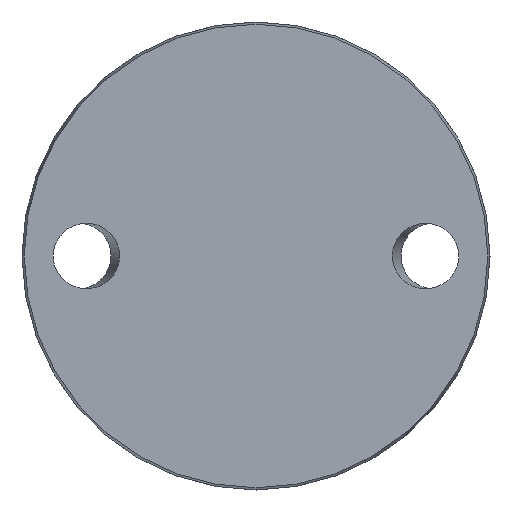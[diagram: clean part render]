
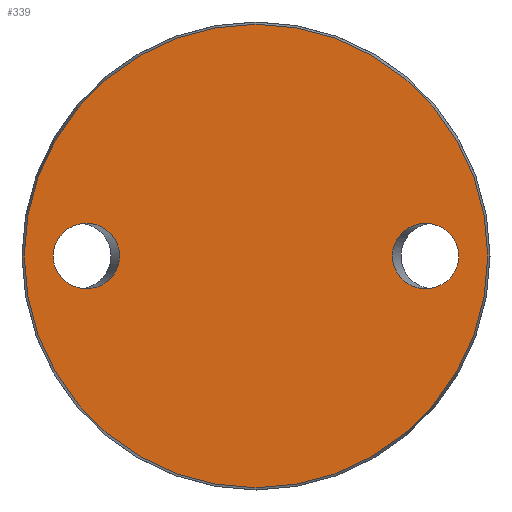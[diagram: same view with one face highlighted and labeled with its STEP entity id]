
A CAD part, front view. The second image highlights one B-rep face of the part: STEP entity #339.
In plain terms, the highlighted planar face has unit normal (0, -1, 0).
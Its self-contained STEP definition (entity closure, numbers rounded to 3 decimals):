
#8 = DIRECTION ( 'NONE',  ( 0., -1., 0. ) ) ;
#21 = FACE_OUTER_BOUND ( 'NONE', #425, .T. ) ;
#25 = FACE_BOUND ( 'NONE', #909, .T. ) ;
#62 = CARTESIAN_POINT ( 'NONE',  ( -51.115, 0., 0. ) ) ;
#98 = CARTESIAN_POINT ( 'NONE',  ( 0., 0., 0. ) ) ;
#109 = CARTESIAN_POINT ( 'NONE',  ( -58.425, 0., 0. ) ) ;
#115 = AXIS2_PLACEMENT_3D ( 'NONE', #98, #8, #311 ) ;
#141 = CARTESIAN_POINT ( 'NONE',  ( -51.115, 0., 16.5 ) ) ;
#207 = CARTESIAN_POINT ( 'NONE',  ( -51.115, 0., -16.5 ) ) ;
#245 = CARTESIAN_POINT ( 'NONE',  ( 34.385, 0., 0. ) ) ;
#247 = PLANE ( 'NONE',  #726 ) ;
#270 = ORIENTED_EDGE ( 'NONE', *, *, #922, .F. ) ;
#271 = VERTEX_POINT ( 'NONE', #340 ) ;
#311 = DIRECTION ( 'NONE',  ( 0., 0., -1. ) ) ;
#323 = FACE_BOUND ( 'NONE', #820, .T. ) ;
#327 = DIRECTION ( 'NONE',  ( 0., 0., 1. ) ) ;
#339 = ADVANCED_FACE ( 'NONE', ( #323, #25, #21 ), #247, .F. ) ;
#340 = CARTESIAN_POINT ( 'NONE',  ( -51.115, 0., 0. ) ) ;
#367 = CARTESIAN_POINT ( 'NONE',  ( -51.115, 0., 0. ) ) ;
#371 = CARTESIAN_POINT ( 'NONE',  ( -34.385, 0., -16.5 ) ) ;
#425 = EDGE_LOOP ( 'NONE', ( #836 ) ) ;
#469 = CIRCLE ( 'NONE', #115, 58.425 ) ;
#482 = DIRECTION ( 'NONE',  ( 0., 1., 0. ) ) ;
#515 = VERTEX_POINT ( 'NONE', #582 ) ;
#523 = CARTESIAN_POINT ( 'NONE',  ( -34.385, 0., 0. ) ) ;
#551 = CARTESIAN_POINT ( 'NONE',  ( 51.115, 0., -16.5 ) ) ;
#582 = CARTESIAN_POINT ( 'NONE',  ( 0., 0., -58.425 ) ) ;
#608 = CARTESIAN_POINT ( 'NONE',  ( -34.385, 0., 16.5 ) ) ;
#621 = CARTESIAN_POINT ( 'NONE',  ( 34.385, 0., -16.5 ) ) ;
#673 = ORIENTED_EDGE ( 'NONE', *, *, #723, .T. ) ;
#700 = CARTESIAN_POINT ( 'NONE',  ( 51.115, 0., 0. ) ) ;
#723 = EDGE_CURVE ( 'NONE', #271, #271, #791, .T. ) ;
#726 = AXIS2_PLACEMENT_3D ( 'NONE', #109, #482, #327 ) ;
#769 = CARTESIAN_POINT ( 'NONE',  ( 34.385, 0., 0. ) ) ;
#791 =( BOUNDED_CURVE ( )  B_SPLINE_CURVE ( 3, ( #367, #141, #608, #523, #371, #207, #62 ),
 .UNSPECIFIED., .T., .F. ) 
 B_SPLINE_CURVE_WITH_KNOTS ( ( 4, 3, 4 ),
 ( 0., 3.142, 6.283 ),
 .UNSPECIFIED. ) 
 CURVE ( )  GEOMETRIC_REPRESENTATION_ITEM ( )  RATIONAL_B_SPLINE_CURVE ( ( 1., 0.333, 0.333, 1., 0.333, 0.333, 1. ) ) 
 REPRESENTATION_ITEM ( '' )  );
#793 = EDGE_CURVE ( 'NONE', #515, #515, #469, .T. ) ;
#820 = EDGE_LOOP ( 'NONE', ( #673 ) ) ;
#836 = ORIENTED_EDGE ( 'NONE', *, *, #793, .T. ) ;
#852 = VERTEX_POINT ( 'NONE', #999 ) ;
#862 = CARTESIAN_POINT ( 'NONE',  ( 34.385, 0., 16.5 ) ) ;
#909 = EDGE_LOOP ( 'NONE', ( #270 ) ) ;
#922 = EDGE_CURVE ( 'NONE', #852, #852, #995, .T. ) ;
#930 = CARTESIAN_POINT ( 'NONE',  ( 51.115, 0., 16.5 ) ) ;
#995 =( BOUNDED_CURVE ( )  B_SPLINE_CURVE ( 3, ( #245, #621, #551, #700, #930, #862, #769 ),
 .UNSPECIFIED., .T., .F. ) 
 B_SPLINE_CURVE_WITH_KNOTS ( ( 4, 3, 4 ),
 ( 0., 3.142, 6.283 ),
 .UNSPECIFIED. ) 
 CURVE ( )  GEOMETRIC_REPRESENTATION_ITEM ( )  RATIONAL_B_SPLINE_CURVE ( ( 1., 0.333, 0.333, 1., 0.333, 0.333, 1. ) ) 
 REPRESENTATION_ITEM ( '' )  );
#999 = CARTESIAN_POINT ( 'NONE',  ( 34.385, 0., 0. ) ) ;
